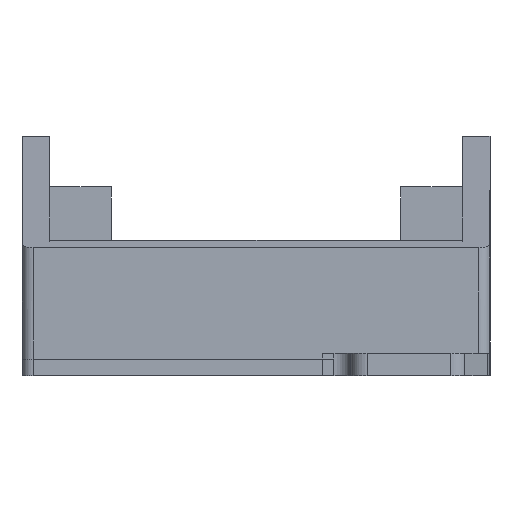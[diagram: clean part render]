
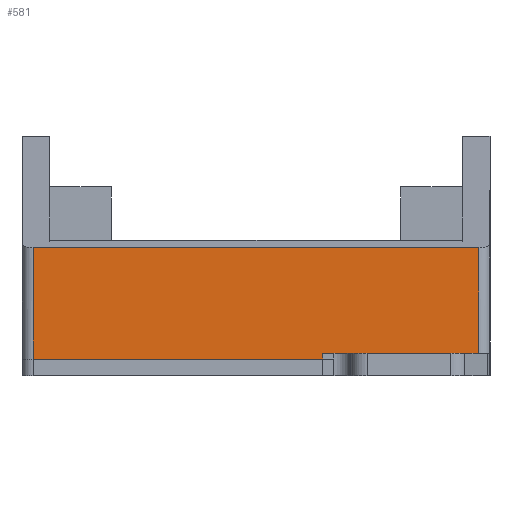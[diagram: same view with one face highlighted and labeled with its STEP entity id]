
A CAD part, left-side view. The second image highlights one B-rep face of the part: STEP entity #581.
In plain terms, the highlighted planar face has unit normal (-1, 0, 0).
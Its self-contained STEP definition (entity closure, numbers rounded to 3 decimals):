
#32 = PLANE('',#33);
#33 = AXIS2_PLACEMENT_3D('',#34,#35,#36);
#34 = CARTESIAN_POINT('',(-42.5,-21.,11.5));
#35 = DIRECTION('',(0.316,0.,-0.949));
#36 = DIRECTION('',(0.949,0.,0.316));
#57 = VERTEX_POINT('',#58);
#58 = CARTESIAN_POINT('',(-42.5,-20.,11.5));
#73 = CYLINDRICAL_SURFACE('',#74,1.);
#74 = AXIS2_PLACEMENT_3D('',#75,#76,#77);
#75 = CARTESIAN_POINT('',(-41.5,-20.,1.5));
#76 = DIRECTION('',(0.,0.,1.));
#77 = DIRECTION('',(0.,-1.,0.));
#88 = EDGE_CURVE('',#57,#89,#91,.T.);
#89 = VERTEX_POINT('',#90);
#90 = CARTESIAN_POINT('',(-42.5,20.,11.5));
#91 = SURFACE_CURVE('',#92,(#96,#103),.PCURVE_S1.);
#92 = LINE('',#93,#94);
#93 = CARTESIAN_POINT('',(-42.5,-21.,11.5));
#94 = VECTOR('',#95,1.);
#95 = DIRECTION('',(0.,1.,0.));
#96 = PCURVE('',#32,#97);
#97 = DEFINITIONAL_REPRESENTATION('',(#98),#102);
#98 = LINE('',#99,#100);
#99 = CARTESIAN_POINT('',(0.,0.));
#100 = VECTOR('',#101,1.);
#101 = DIRECTION('',(0.,-1.));
#102 = ( GEOMETRIC_REPRESENTATION_CONTEXT(2) 
PARAMETRIC_REPRESENTATION_CONTEXT() REPRESENTATION_CONTEXT('2D SPACE',''
  ) );
#103 = PCURVE('',#104,#109);
#104 = PLANE('',#105);
#105 = AXIS2_PLACEMENT_3D('',#106,#107,#108);
#106 = CARTESIAN_POINT('',(-42.5,-21.,1.5));
#107 = DIRECTION('',(-1.,0.,0.));
#108 = DIRECTION('',(0.,1.,0.));
#109 = DEFINITIONAL_REPRESENTATION('',(#110),#114);
#110 = LINE('',#111,#112);
#111 = CARTESIAN_POINT('',(0.,-10.));
#112 = VECTOR('',#113,1.);
#113 = DIRECTION('',(1.,0.));
#114 = ( GEOMETRIC_REPRESENTATION_CONTEXT(2) 
PARAMETRIC_REPRESENTATION_CONTEXT() REPRESENTATION_CONTEXT('2D SPACE',''
  ) );
#137 = CYLINDRICAL_SURFACE('',#138,1.);
#138 = AXIS2_PLACEMENT_3D('',#139,#140,#141);
#139 = CARTESIAN_POINT('',(-41.5,20.,1.5));
#140 = DIRECTION('',(0.,0.,1.));
#141 = DIRECTION('',(0.,1.,0.));
#483 = VERTEX_POINT('',#484);
#484 = CARTESIAN_POINT('',(-42.5,-20.,2.));
#499 = PLANE('',#500);
#500 = AXIS2_PLACEMENT_3D('',#501,#502,#503);
#501 = CARTESIAN_POINT('',(-46.866,-13.996,2.));
#502 = DIRECTION('',(0.,0.,1.));
#503 = DIRECTION('',(1.,0.,0.));
#511 = EDGE_CURVE('',#483,#57,#512,.T.);
#512 = SURFACE_CURVE('',#513,(#517,#524),.PCURVE_S1.);
#513 = LINE('',#514,#515);
#514 = CARTESIAN_POINT('',(-42.5,-20.,1.5));
#515 = VECTOR('',#516,1.);
#516 = DIRECTION('',(0.,0.,1.));
#517 = PCURVE('',#73,#518);
#518 = DEFINITIONAL_REPRESENTATION('',(#519),#523);
#519 = LINE('',#520,#521);
#520 = CARTESIAN_POINT('',(-1.571,0.));
#521 = VECTOR('',#522,1.);
#522 = DIRECTION('',(-0.,1.));
#523 = ( GEOMETRIC_REPRESENTATION_CONTEXT(2) 
PARAMETRIC_REPRESENTATION_CONTEXT() REPRESENTATION_CONTEXT('2D SPACE',''
  ) );
#524 = PCURVE('',#104,#525);
#525 = DEFINITIONAL_REPRESENTATION('',(#526),#530);
#526 = LINE('',#527,#528);
#527 = CARTESIAN_POINT('',(1.,0.));
#528 = VECTOR('',#529,1.);
#529 = DIRECTION('',(0.,-1.));
#530 = ( GEOMETRIC_REPRESENTATION_CONTEXT(2) 
PARAMETRIC_REPRESENTATION_CONTEXT() REPRESENTATION_CONTEXT('2D SPACE',''
  ) );
#581 = ADVANCED_FACE('',(#582),#104,.T.);
#582 = FACE_BOUND('',#583,.T.);
#583 = EDGE_LOOP('',(#584,#607,#608,#609,#632,#660,#688));
#584 = ORIENTED_EDGE('',*,*,#585,.F.);
#585 = EDGE_CURVE('',#483,#586,#588,.T.);
#586 = VERTEX_POINT('',#587);
#587 = CARTESIAN_POINT('',(-42.5,-7.,2.));
#588 = SURFACE_CURVE('',#589,(#593,#600),.PCURVE_S1.);
#589 = LINE('',#590,#591);
#590 = CARTESIAN_POINT('',(-42.5,-17.498,2.));
#591 = VECTOR('',#592,1.);
#592 = DIRECTION('',(0.,1.,0.));
#593 = PCURVE('',#104,#594);
#594 = DEFINITIONAL_REPRESENTATION('',(#595),#599);
#595 = LINE('',#596,#597);
#596 = CARTESIAN_POINT('',(3.502,-0.5));
#597 = VECTOR('',#598,1.);
#598 = DIRECTION('',(1.,0.));
#599 = ( GEOMETRIC_REPRESENTATION_CONTEXT(2) 
PARAMETRIC_REPRESENTATION_CONTEXT() REPRESENTATION_CONTEXT('2D SPACE',''
  ) );
#600 = PCURVE('',#499,#601);
#601 = DEFINITIONAL_REPRESENTATION('',(#602),#606);
#602 = LINE('',#603,#604);
#603 = CARTESIAN_POINT('',(4.366,-3.502));
#604 = VECTOR('',#605,1.);
#605 = DIRECTION('',(0.,1.));
#606 = ( GEOMETRIC_REPRESENTATION_CONTEXT(2) 
PARAMETRIC_REPRESENTATION_CONTEXT() REPRESENTATION_CONTEXT('2D SPACE',''
  ) );
#607 = ORIENTED_EDGE('',*,*,#511,.T.);
#608 = ORIENTED_EDGE('',*,*,#88,.T.);
#609 = ORIENTED_EDGE('',*,*,#610,.F.);
#610 = EDGE_CURVE('',#611,#89,#613,.T.);
#611 = VERTEX_POINT('',#612);
#612 = CARTESIAN_POINT('',(-42.5,20.,1.5));
#613 = SURFACE_CURVE('',#614,(#618,#625),.PCURVE_S1.);
#614 = LINE('',#615,#616);
#615 = CARTESIAN_POINT('',(-42.5,20.,1.5));
#616 = VECTOR('',#617,1.);
#617 = DIRECTION('',(0.,0.,1.));
#618 = PCURVE('',#104,#619);
#619 = DEFINITIONAL_REPRESENTATION('',(#620),#624);
#620 = LINE('',#621,#622);
#621 = CARTESIAN_POINT('',(41.,0.));
#622 = VECTOR('',#623,1.);
#623 = DIRECTION('',(0.,-1.));
#624 = ( GEOMETRIC_REPRESENTATION_CONTEXT(2) 
PARAMETRIC_REPRESENTATION_CONTEXT() REPRESENTATION_CONTEXT('2D SPACE',''
  ) );
#625 = PCURVE('',#137,#626);
#626 = DEFINITIONAL_REPRESENTATION('',(#627),#631);
#627 = LINE('',#628,#629);
#628 = CARTESIAN_POINT('',(1.571,0.));
#629 = VECTOR('',#630,1.);
#630 = DIRECTION('',(0.,1.));
#631 = ( GEOMETRIC_REPRESENTATION_CONTEXT(2) 
PARAMETRIC_REPRESENTATION_CONTEXT() REPRESENTATION_CONTEXT('2D SPACE',''
  ) );
#632 = ORIENTED_EDGE('',*,*,#633,.F.);
#633 = EDGE_CURVE('',#634,#611,#636,.T.);
#634 = VERTEX_POINT('',#635);
#635 = CARTESIAN_POINT('',(-42.5,-6.,1.5));
#636 = SURFACE_CURVE('',#637,(#641,#648),.PCURVE_S1.);
#637 = LINE('',#638,#639);
#638 = CARTESIAN_POINT('',(-42.5,-21.,1.5));
#639 = VECTOR('',#640,1.);
#640 = DIRECTION('',(0.,1.,0.));
#641 = PCURVE('',#104,#642);
#642 = DEFINITIONAL_REPRESENTATION('',(#643),#647);
#643 = LINE('',#644,#645);
#644 = CARTESIAN_POINT('',(0.,0.));
#645 = VECTOR('',#646,1.);
#646 = DIRECTION('',(1.,0.));
#647 = ( GEOMETRIC_REPRESENTATION_CONTEXT(2) 
PARAMETRIC_REPRESENTATION_CONTEXT() REPRESENTATION_CONTEXT('2D SPACE',''
  ) );
#648 = PCURVE('',#649,#654);
#649 = PLANE('',#650);
#650 = AXIS2_PLACEMENT_3D('',#651,#652,#653);
#651 = CARTESIAN_POINT('',(-42.5,-21.,0.));
#652 = DIRECTION('',(-1.,0.,0.));
#653 = DIRECTION('',(0.,1.,0.));
#654 = DEFINITIONAL_REPRESENTATION('',(#655),#659);
#655 = LINE('',#656,#657);
#656 = CARTESIAN_POINT('',(0.,-1.5));
#657 = VECTOR('',#658,1.);
#658 = DIRECTION('',(1.,0.));
#659 = ( GEOMETRIC_REPRESENTATION_CONTEXT(2) 
PARAMETRIC_REPRESENTATION_CONTEXT() REPRESENTATION_CONTEXT('2D SPACE',''
  ) );
#660 = ORIENTED_EDGE('',*,*,#661,.T.);
#661 = EDGE_CURVE('',#634,#662,#664,.T.);
#662 = VERTEX_POINT('',#663);
#663 = CARTESIAN_POINT('',(-42.5,-6.,2.));
#664 = SURFACE_CURVE('',#665,(#669,#676),.PCURVE_S1.);
#665 = LINE('',#666,#667);
#666 = CARTESIAN_POINT('',(-42.5,-6.,0.));
#667 = VECTOR('',#668,1.);
#668 = DIRECTION('',(0.,0.,1.));
#669 = PCURVE('',#104,#670);
#670 = DEFINITIONAL_REPRESENTATION('',(#671),#675);
#671 = LINE('',#672,#673);
#672 = CARTESIAN_POINT('',(15.,1.5));
#673 = VECTOR('',#674,1.);
#674 = DIRECTION('',(0.,-1.));
#675 = ( GEOMETRIC_REPRESENTATION_CONTEXT(2) 
PARAMETRIC_REPRESENTATION_CONTEXT() REPRESENTATION_CONTEXT('2D SPACE',''
  ) );
#676 = PCURVE('',#677,#682);
#677 = PLANE('',#678);
#678 = AXIS2_PLACEMENT_3D('',#679,#680,#681);
#679 = CARTESIAN_POINT('',(-42.5,-21.,1.5));
#680 = DIRECTION('',(-1.,0.,0.));
#681 = DIRECTION('',(0.,1.,0.));
#682 = DEFINITIONAL_REPRESENTATION('',(#683),#687);
#683 = LINE('',#684,#685);
#684 = CARTESIAN_POINT('',(15.,1.5));
#685 = VECTOR('',#686,1.);
#686 = DIRECTION('',(0.,-1.));
#687 = ( GEOMETRIC_REPRESENTATION_CONTEXT(2) 
PARAMETRIC_REPRESENTATION_CONTEXT() REPRESENTATION_CONTEXT('2D SPACE',''
  ) );
#688 = ORIENTED_EDGE('',*,*,#689,.F.);
#689 = EDGE_CURVE('',#586,#662,#690,.T.);
#690 = SURFACE_CURVE('',#691,(#695,#702),.PCURVE_S1.);
#691 = LINE('',#692,#693);
#692 = CARTESIAN_POINT('',(-42.5,-7.,2.));
#693 = VECTOR('',#694,1.);
#694 = DIRECTION('',(0.,1.,0.));
#695 = PCURVE('',#104,#696);
#696 = DEFINITIONAL_REPRESENTATION('',(#697),#701);
#697 = LINE('',#698,#699);
#698 = CARTESIAN_POINT('',(14.,-0.5));
#699 = VECTOR('',#700,1.);
#700 = DIRECTION('',(1.,0.));
#701 = ( GEOMETRIC_REPRESENTATION_CONTEXT(2) 
PARAMETRIC_REPRESENTATION_CONTEXT() REPRESENTATION_CONTEXT('2D SPACE',''
  ) );
#702 = PCURVE('',#677,#703);
#703 = DEFINITIONAL_REPRESENTATION('',(#704),#708);
#704 = LINE('',#705,#706);
#705 = CARTESIAN_POINT('',(14.,-0.5));
#706 = VECTOR('',#707,1.);
#707 = DIRECTION('',(1.,0.));
#708 = ( GEOMETRIC_REPRESENTATION_CONTEXT(2) 
PARAMETRIC_REPRESENTATION_CONTEXT() REPRESENTATION_CONTEXT('2D SPACE',''
  ) );
